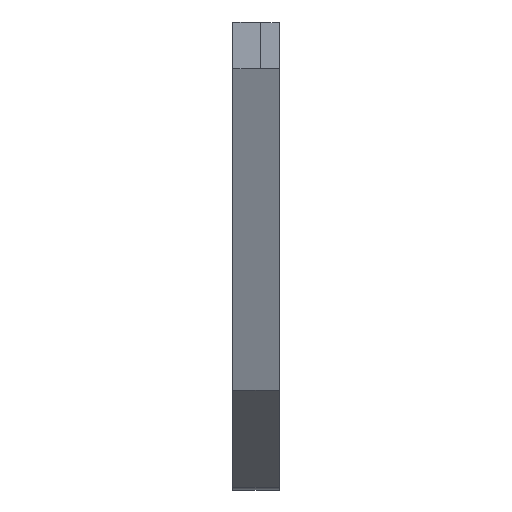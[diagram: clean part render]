
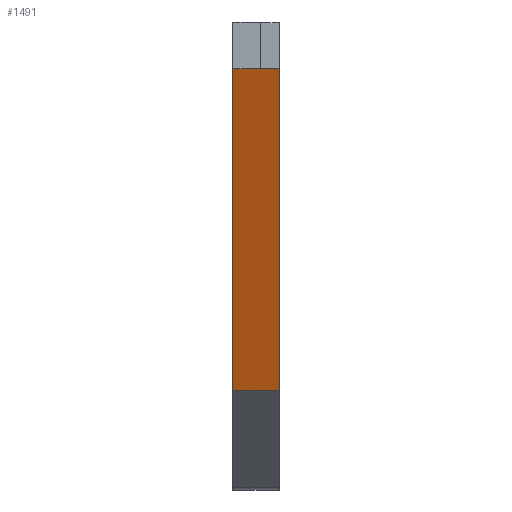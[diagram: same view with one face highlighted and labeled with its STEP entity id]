
A CAD part, top view. The second image highlights one B-rep face of the part: STEP entity #1491.
In plain terms, the highlighted planar face has unit normal (0, -0.35, 0.937).
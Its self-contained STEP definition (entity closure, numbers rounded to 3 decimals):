
#62=PLANE('',#1662);
#133=FACE_OUTER_BOUND('',#221,.T.);
#221=EDGE_LOOP('',(#1303,#1304,#1305,#1306,#1307));
#235=LINE('',#2157,#364);
#260=LINE('',#2257,#389);
#323=LINE('',#2436,#452);
#350=LINE('',#2501,#479);
#351=LINE('',#2503,#480);
#364=VECTOR('',#1732,10.);
#389=VECTOR('',#1811,10.);
#452=VECTOR('',#2002,10.);
#479=VECTOR('',#2085,10.);
#480=VECTOR('',#2088,10.);
#582=VERTEX_POINT('',#2154);
#583=VERTEX_POINT('',#2156);
#630=VERTEX_POINT('',#2254);
#631=VERTEX_POINT('',#2256);
#683=VERTEX_POINT('',#2434);
#725=EDGE_CURVE('',#583,#582,#235,.T.);
#775=EDGE_CURVE('',#631,#630,#260,.T.);
#866=EDGE_CURVE('',#630,#683,#323,.T.);
#898=EDGE_CURVE('',#631,#582,#350,.T.);
#899=EDGE_CURVE('',#683,#583,#351,.T.);
#1303=ORIENTED_EDGE('',*,*,#775,.T.);
#1304=ORIENTED_EDGE('',*,*,#866,.T.);
#1305=ORIENTED_EDGE('',*,*,#899,.T.);
#1306=ORIENTED_EDGE('',*,*,#725,.T.);
#1307=ORIENTED_EDGE('',*,*,#898,.F.);
#1491=ADVANCED_FACE('',(#133),#62,.F.);
#1662=AXIS2_PLACEMENT_3D('',#2502,#2086,#2087);
#1732=DIRECTION('',(0.,-0.937,-0.35));
#1811=DIRECTION('',(0.,0.937,0.35));
#2002=DIRECTION('',(-1.,0.,0.));
#2085=DIRECTION('',(-1.,0.,0.));
#2086=DIRECTION('center_axis',(0.,0.35,-0.937));
#2087=DIRECTION('ref_axis',(0.,-0.937,-0.35));
#2088=DIRECTION('',(-1.,0.,0.));
#2154=CARTESIAN_POINT('',(-5.,-38.074,3.345));
#2156=CARTESIAN_POINT('',(-5.,-3.5,16.25));
#2157=CARTESIAN_POINT('',(-5.,-38.074,3.345));
#2254=CARTESIAN_POINT('',(0.,-3.5,16.25));
#2256=CARTESIAN_POINT('',(0.,-38.074,3.345));
#2257=CARTESIAN_POINT('',(0.,-38.074,3.345));
#2434=CARTESIAN_POINT('',(-2.,-3.5,16.25));
#2436=CARTESIAN_POINT('',(0.,-3.5,16.25));
#2501=CARTESIAN_POINT('',(0.,-38.074,3.345));
#2502=CARTESIAN_POINT('Origin',(0.,-3.5,16.25));
#2503=CARTESIAN_POINT('',(0.,-3.5,16.25));
